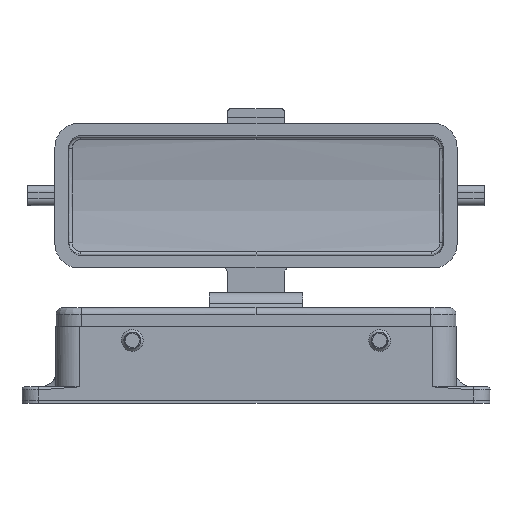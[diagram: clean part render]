
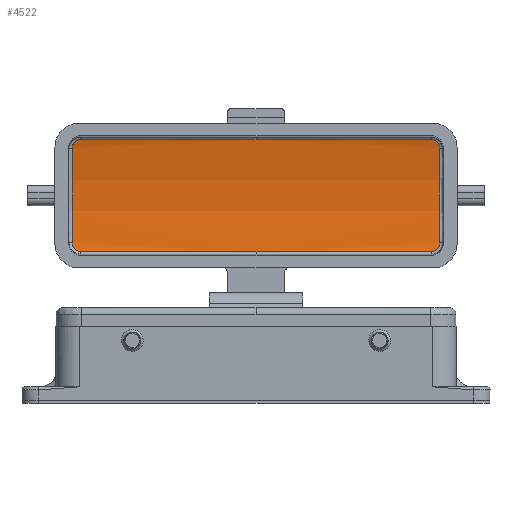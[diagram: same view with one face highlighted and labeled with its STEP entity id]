
A CAD part, front view. The second image highlights one B-rep face of the part: STEP entity #4522.
In plain terms, the highlighted cylindrical face has radius 77.95 mm (diameter 155.9 mm), a partial arc.
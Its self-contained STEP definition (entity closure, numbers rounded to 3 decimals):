
#3704=CYLINDRICAL_SURFACE('',#12562,77.95);
#3944=(
BOUNDED_CURVE()
B_SPLINE_CURVE(3,(#18695,#18696,#18697,#18698,#18699,#18700,#18701,#18702,
#18703),.UNSPECIFIED.,.F.,.F.)
B_SPLINE_CURVE_WITH_KNOTS((4,1,1,1,2,4),(0.,0.256,0.397,
0.514,0.612,1.),.UNSPECIFIED.)
CURVE()
GEOMETRIC_REPRESENTATION_ITEM()
RATIONAL_B_SPLINE_CURVE((1.,1.,1.,1.,1.,1.,1.,1.,1.))
REPRESENTATION_ITEM('')
);
#3945=(
BOUNDED_CURVE()
B_SPLINE_CURVE(3,(#18822,#18823,#18824,#18825,#18826,#18827,#18828,#18829,
#18830,#18831),.UNSPECIFIED.,.F.,.F.)
B_SPLINE_CURVE_WITH_KNOTS((4,2,1,1,2,4),(0.,0.424,0.506,
0.638,0.868,1.),.UNSPECIFIED.)
CURVE()
GEOMETRIC_REPRESENTATION_ITEM()
RATIONAL_B_SPLINE_CURVE((1.,1.,1.,1.,1.,1.,1.,1.,1.,1.))
REPRESENTATION_ITEM('')
);
#3948=(
BOUNDED_CURVE()
B_SPLINE_CURVE(3,(#19013,#19014,#19015,#19016,#19017,#19018,#19019,#19020,
#19021,#19022),.UNSPECIFIED.,.F.,.F.)
B_SPLINE_CURVE_WITH_KNOTS((4,2,1,1,2,4),(0.,0.132,0.362,
0.494,0.576,1.),.UNSPECIFIED.)
CURVE()
GEOMETRIC_REPRESENTATION_ITEM()
RATIONAL_B_SPLINE_CURVE((1.,1.,1.,1.,1.,1.,1.,1.,1.,1.))
REPRESENTATION_ITEM('')
);
#3950=(
BOUNDED_CURVE()
B_SPLINE_CURVE(3,(#19239,#19240,#19241,#19242,#19243,#19244,#19245,#19246,
#19247),.UNSPECIFIED.,.F.,.F.)
B_SPLINE_CURVE_WITH_KNOTS((4,2,1,1,1,4),(0.,0.388,0.486,
0.603,0.744,1.),.UNSPECIFIED.)
CURVE()
GEOMETRIC_REPRESENTATION_ITEM()
RATIONAL_B_SPLINE_CURVE((1.,1.,1.,1.,1.,1.,1.,1.,1.))
REPRESENTATION_ITEM('')
);
#4522=ADVANCED_FACE('',(#5139),#3704,.F.);
#5139=FACE_OUTER_BOUND('',#5683,.T.);
#5683=EDGE_LOOP('',(#9286,#9287,#9288,#9289,#9290,#9291,#9292,#9293,#9294,
#9295));
#5917=B_SPLINE_CURVE_WITH_KNOTS('',3,(#19185,#19186,#19187,#19188),
 .UNSPECIFIED.,.F.,.F.,(4,4),(0.,1.),.UNSPECIFIED.);
#5918=B_SPLINE_CURVE_WITH_KNOTS('',3,(#19207,#19208,#19209,#19210),
 .UNSPECIFIED.,.F.,.F.,(4,4),(0.,1.),.UNSPECIFIED.);
#5919=B_SPLINE_CURVE_WITH_KNOTS('',3,(#19229,#19230,#19231,#19232),
 .UNSPECIFIED.,.F.,.F.,(4,4),(0.,1.),.UNSPECIFIED.);
#5920=B_SPLINE_CURVE_WITH_KNOTS('',3,(#19234,#19235,#19236,#19237),
 .UNSPECIFIED.,.F.,.F.,(4,4),(0.,1.),.UNSPECIFIED.);
#9286=ORIENTED_EDGE('',*,*,#11616,.F.);
#9287=ORIENTED_EDGE('',*,*,#11581,.F.);
#9288=ORIENTED_EDGE('',*,*,#11582,.F.);
#9289=ORIENTED_EDGE('',*,*,#11572,.F.);
#9290=ORIENTED_EDGE('',*,*,#11618,.F.);
#9291=ORIENTED_EDGE('',*,*,#11619,.F.);
#9292=ORIENTED_EDGE('',*,*,#11620,.F.);
#9293=ORIENTED_EDGE('',*,*,#11595,.F.);
#9294=ORIENTED_EDGE('',*,*,#11596,.F.);
#9295=ORIENTED_EDGE('',*,*,#11617,.F.);
#10421=VERTEX_POINT('',#18693);
#10423=VERTEX_POINT('',#18704);
#10429=VERTEX_POINT('',#18814);
#10430=VERTEX_POINT('',#18821);
#10437=VERTEX_POINT('',#18975);
#10439=VERTEX_POINT('',#18986);
#10440=VERTEX_POINT('',#19023);
#10454=VERTEX_POINT('',#19184);
#10455=VERTEX_POINT('',#19233);
#10456=VERTEX_POINT('',#19238);
#11572=EDGE_CURVE('',#10421,#10423,#3944,.T.);
#11581=EDGE_CURVE('',#10430,#10429,#3945,.T.);
#11582=EDGE_CURVE('',#10423,#10430,#11962,.T.);
#11595=EDGE_CURVE('',#10439,#10437,#11965,.T.);
#11596=EDGE_CURVE('',#10440,#10439,#3948,.T.);
#11616=EDGE_CURVE('',#10429,#10454,#5917,.T.);
#11617=EDGE_CURVE('',#10454,#10440,#5918,.T.);
#11618=EDGE_CURVE('',#10455,#10421,#5919,.T.);
#11619=EDGE_CURVE('',#10456,#10455,#5920,.T.);
#11620=EDGE_CURVE('',#10437,#10456,#3950,.T.);
#11962=CIRCLE('',#12550,77.95);
#11965=CIRCLE('',#12556,77.95);
#12550=AXIS2_PLACEMENT_3D('',#18912,#14326,#14327);
#12556=AXIS2_PLACEMENT_3D('',#18987,#14343,#14344);
#12562=AXIS2_PLACEMENT_3D('',#19248,#14363,#14364);
#14326=DIRECTION('',(1.,0.,0.));
#14327=DIRECTION('',(0.,0.983,-0.182));
#14343=DIRECTION('',(-1.,0.,0.));
#14344=DIRECTION('',(0.,0.983,0.182));
#14363=DIRECTION('',(-1.,0.,0.));
#14364=DIRECTION('',(0.,0.974,0.227));
#18693=CARTESIAN_POINT('',(-52.5,44.431,28.418));
#18695=CARTESIAN_POINT('',(-52.5,44.431,28.418));
#18696=CARTESIAN_POINT('',(-52.839,44.431,28.418));
#18697=CARTESIAN_POINT('',(-53.352,44.462,28.561));
#18698=CARTESIAN_POINT('',(-53.928,44.543,28.934));
#18699=CARTESIAN_POINT('',(-54.272,44.61,29.254));
#18700=CARTESIAN_POINT('',(-54.447,44.654,29.469));
#18701=CARTESIAN_POINT('',(-54.813,44.759,29.984));
#18702=CARTESIAN_POINT('',(-55.,44.855,30.472));
#18703=CARTESIAN_POINT('',(-55.,44.948,30.97));
#18704=CARTESIAN_POINT('',(-55.,44.948,30.97));
#18814=CARTESIAN_POINT('',(-52.5,44.431,61.902));
#18821=CARTESIAN_POINT('',(-55.,44.948,59.35));
#18822=CARTESIAN_POINT('',(-55.,44.948,59.35));
#18823=CARTESIAN_POINT('',(-55.,44.846,59.9));
#18824=CARTESIAN_POINT('',(-54.772,44.739,60.437));
#18825=CARTESIAN_POINT('',(-54.361,44.633,60.955));
#18826=CARTESIAN_POINT('',(-54.178,44.59,61.162));
#18827=CARTESIAN_POINT('',(-53.734,44.509,61.543));
#18828=CARTESIAN_POINT('',(-53.3,44.462,61.758));
#18829=CARTESIAN_POINT('',(-52.843,44.436,61.878));
#18830=CARTESIAN_POINT('',(-52.673,44.431,61.902));
#18831=CARTESIAN_POINT('',(-52.5,44.431,61.902));
#18912=CARTESIAN_POINT('',(-55.,-31.7,45.16));
#18975=CARTESIAN_POINT('',(55.,44.948,30.97));
#18986=CARTESIAN_POINT('',(55.,44.948,59.35));
#18987=CARTESIAN_POINT('',(55.,-31.7,45.16));
#19013=CARTESIAN_POINT('',(52.5,44.431,61.902));
#19014=CARTESIAN_POINT('',(52.673,44.431,61.902));
#19015=CARTESIAN_POINT('',(52.843,44.436,61.878));
#19016=CARTESIAN_POINT('',(53.3,44.462,61.758));
#19017=CARTESIAN_POINT('',(53.734,44.509,61.543));
#19018=CARTESIAN_POINT('',(54.178,44.59,61.162));
#19019=CARTESIAN_POINT('',(54.361,44.633,60.955));
#19020=CARTESIAN_POINT('',(54.772,44.739,60.437));
#19021=CARTESIAN_POINT('',(55.,44.846,59.9));
#19022=CARTESIAN_POINT('',(55.,44.948,59.35));
#19023=CARTESIAN_POINT('',(52.5,44.431,61.902));
#19184=CARTESIAN_POINT('',(0.,44.431,61.902));
#19185=CARTESIAN_POINT('',(-52.5,44.431,61.902));
#19186=CARTESIAN_POINT('',(-35.,44.431,61.902));
#19187=CARTESIAN_POINT('',(-17.5,44.431,61.902));
#19188=CARTESIAN_POINT('',(0.,44.431,61.902));
#19207=CARTESIAN_POINT('',(0.,44.431,61.902));
#19208=CARTESIAN_POINT('',(17.5,44.431,61.902));
#19209=CARTESIAN_POINT('',(35.,44.431,61.902));
#19210=CARTESIAN_POINT('',(52.5,44.431,61.902));
#19229=CARTESIAN_POINT('',(0.,44.431,28.418));
#19230=CARTESIAN_POINT('',(-17.5,44.431,28.418));
#19231=CARTESIAN_POINT('',(-35.,44.431,28.418));
#19232=CARTESIAN_POINT('',(-52.5,44.431,28.418));
#19233=CARTESIAN_POINT('',(0.,44.431,28.418));
#19234=CARTESIAN_POINT('',(52.5,44.431,28.418));
#19235=CARTESIAN_POINT('',(35.,44.431,28.418));
#19236=CARTESIAN_POINT('',(17.5,44.431,28.418));
#19237=CARTESIAN_POINT('',(0.,44.431,28.418));
#19238=CARTESIAN_POINT('',(52.5,44.431,28.418));
#19239=CARTESIAN_POINT('',(55.,44.948,30.97));
#19240=CARTESIAN_POINT('',(55.,44.855,30.472));
#19241=CARTESIAN_POINT('',(54.813,44.759,29.984));
#19242=CARTESIAN_POINT('',(54.447,44.654,29.469));
#19243=CARTESIAN_POINT('',(54.272,44.61,29.254));
#19244=CARTESIAN_POINT('',(53.928,44.543,28.934));
#19245=CARTESIAN_POINT('',(53.352,44.462,28.561));
#19246=CARTESIAN_POINT('',(52.839,44.431,28.418));
#19247=CARTESIAN_POINT('',(52.5,44.431,28.418));
#19248=CARTESIAN_POINT('',(56.1,-31.7,45.16));
